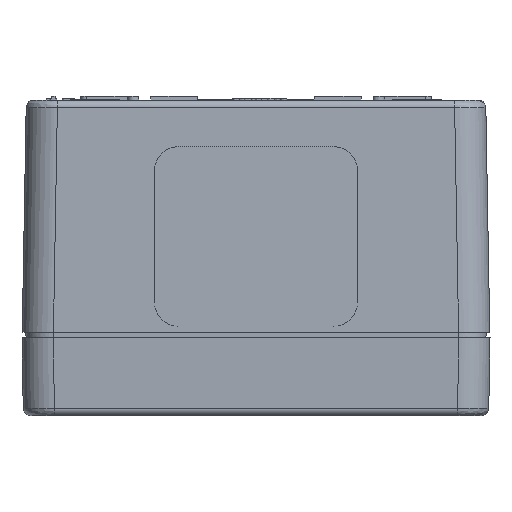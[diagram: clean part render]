
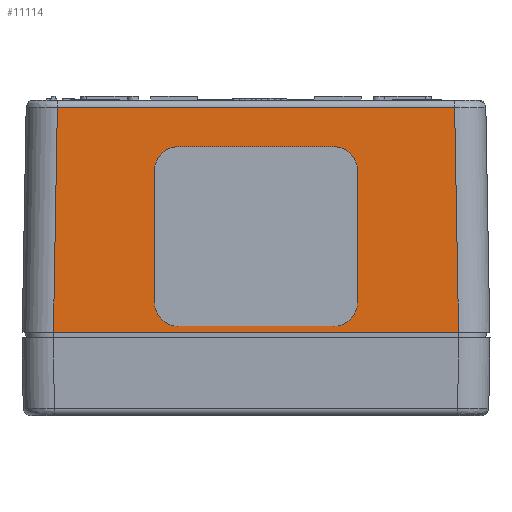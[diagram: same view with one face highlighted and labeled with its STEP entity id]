
A CAD part, left-side view. The second image highlights one B-rep face of the part: STEP entity #11114.
In plain terms, the highlighted planar face has unit normal (-1, 0, 0.018).
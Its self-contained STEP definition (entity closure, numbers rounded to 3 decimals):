
#667=CARTESIAN_POINT('',(0.786,34.,45.011));
#668=VERTEX_POINT('',#667);
#675=CARTESIAN_POINT('',(0.89,40.0,51.01));
#676=VERTEX_POINT('',#675);
#677=CARTESIAN_POINT('',(0.786,40.,45.011));
#678=DIRECTION('',(1.,0.,-0.017));
#679=DIRECTION('',(0.017,0.,1.));
#680=AXIS2_PLACEMENT_3D('',#677,#678,#679);
#681=CIRCLE('',#680,6.);
#682=EDGE_CURVE('',#676,#668,#681,.T.);
#706=CARTESIAN_POINT('',(0.192,34.,11.016));
#707=VERTEX_POINT('',#706);
#714=CARTESIAN_POINT('',(0.786,34.,45.011));
#715=DIRECTION('',(-0.017,0.,-1.));
#716=VECTOR('',#715,34.0);
#717=LINE('',#714,#716);
#718=EDGE_CURVE('',#668,#707,#717,.T.);
#738=CARTESIAN_POINT('',(0.088,40.,5.017));
#739=VERTEX_POINT('',#738);
#746=CARTESIAN_POINT('',(0.192,40.,11.016));
#747=DIRECTION('',(1.,0.0,-0.017));
#748=DIRECTION('',(0.0,-1.0,0.0));
#749=AXIS2_PLACEMENT_3D('',#746,#747,#748);
#750=CIRCLE('',#749,6.);
#751=EDGE_CURVE('',#707,#739,#750,.T.);
#770=CARTESIAN_POINT('',(0.088,80.,5.017));
#771=VERTEX_POINT('',#770);
#778=CARTESIAN_POINT('',(0.088,40.,5.017));
#779=DIRECTION('',(0.0,1.0,0.0));
#780=VECTOR('',#779,40.);
#781=LINE('',#778,#780);
#782=EDGE_CURVE('',#739,#771,#781,.T.);
#802=CARTESIAN_POINT('',(0.192,86.,11.016));
#803=VERTEX_POINT('',#802);
#810=CARTESIAN_POINT('',(0.192,80.,11.016));
#811=DIRECTION('',(1.,0.,-0.017));
#812=DIRECTION('',(-0.017,0.,-1.));
#813=AXIS2_PLACEMENT_3D('',#810,#811,#812);
#814=CIRCLE('',#813,6.);
#815=EDGE_CURVE('',#771,#803,#814,.T.);
#834=CARTESIAN_POINT('',(0.786,86.,45.011));
#835=VERTEX_POINT('',#834);
#842=CARTESIAN_POINT('',(0.192,86.,11.016));
#843=DIRECTION('',(0.017,0.,1.));
#844=VECTOR('',#843,34.0);
#845=LINE('',#842,#844);
#846=EDGE_CURVE('',#803,#835,#845,.T.);
#866=CARTESIAN_POINT('',(0.89,80.,51.01));
#867=VERTEX_POINT('',#866);
#874=CARTESIAN_POINT('',(0.786,80.,45.011));
#875=DIRECTION('',(1.,0.0,-0.017));
#876=DIRECTION('',(0.0,1.0,0.0));
#877=AXIS2_PLACEMENT_3D('',#874,#875,#876);
#878=CIRCLE('',#877,6.);
#879=EDGE_CURVE('',#835,#867,#878,.T.);
#897=CARTESIAN_POINT('',(0.89,80.,51.01));
#898=DIRECTION('',(0.0,-1.0,0.0));
#899=VECTOR('',#898,40.);
#900=LINE('',#897,#899);
#901=EDGE_CURVE('',#867,#676,#900,.T.);
#3622=CARTESIAN_POINT('',(0.061,8.06,3.5));
#3623=VERTEX_POINT('',#3622);
#3633=CARTESIAN_POINT('',(0.061,111.94,3.5));
#3634=VERTEX_POINT('',#3633);
#3635=CARTESIAN_POINT('',(0.061,111.94,3.5));
#3636=DIRECTION('',(0.0,-1.0,0.0));
#3637=VECTOR('',#3636,103.88);
#3638=LINE('',#3635,#3637);
#3639=EDGE_CURVE('',#3634,#3623,#3638,.T.);
#11074=CARTESIAN_POINT('',(0.,0.0,0.0));
#11075=DIRECTION('',(-1.,0.,0.017));
#11076=DIRECTION('',(0.0,-1.0,0.0));
#11077=AXIS2_PLACEMENT_3D('',#11074,#11075,#11076);
#11078=PLANE('',#11077);
#11079=ORIENTED_EDGE('',*,*,#3639,.T.);
#11080=CARTESIAN_POINT('',(1.065,9.064,61.035));
#11081=VERTEX_POINT('',#11080);
#11082=CARTESIAN_POINT('',(1.065,9.064,61.035));
#11083=DIRECTION('',(-0.017,-0.017,-1.));
#11084=VECTOR('',#11083,57.552);
#11085=LINE('',#11082,#11084);
#11086=EDGE_CURVE('',#11081,#3623,#11085,.T.);
#11087=ORIENTED_EDGE('',*,*,#11086,.F.);
#11088=CARTESIAN_POINT('',(1.065,110.936,61.035));
#11089=VERTEX_POINT('',#11088);
#11090=CARTESIAN_POINT('',(1.065,110.936,61.035));
#11091=DIRECTION('',(0.0,-1.0,0.0));
#11092=VECTOR('',#11091,101.872);
#11093=LINE('',#11090,#11092);
#11094=EDGE_CURVE('',#11089,#11081,#11093,.T.);
#11095=ORIENTED_EDGE('',*,*,#11094,.F.);
#11096=CARTESIAN_POINT('',(0.061,111.94,3.5));
#11097=DIRECTION('',(0.017,-0.017,1.));
#11098=VECTOR('',#11097,57.552);
#11099=LINE('',#11096,#11098);
#11100=EDGE_CURVE('',#3634,#11089,#11099,.T.);
#11101=ORIENTED_EDGE('',*,*,#11100,.F.);
#11102=EDGE_LOOP('',(#11079,#11087,#11095,#11101));
#11103=FACE_OUTER_BOUND('',#11102,.T.);
#11104=ORIENTED_EDGE('',*,*,#682,.T.);
#11105=ORIENTED_EDGE('',*,*,#718,.T.);
#11106=ORIENTED_EDGE('',*,*,#751,.T.);
#11107=ORIENTED_EDGE('',*,*,#782,.T.);
#11108=ORIENTED_EDGE('',*,*,#815,.T.);
#11109=ORIENTED_EDGE('',*,*,#846,.T.);
#11110=ORIENTED_EDGE('',*,*,#879,.T.);
#11111=ORIENTED_EDGE('',*,*,#901,.T.);
#11112=EDGE_LOOP('',(#11104,#11105,#11106,#11107,#11108,#11109,#11110,#11111));
#11113=FACE_BOUND('',#11112,.T.);
#11114=ADVANCED_FACE('',(#11103,#11113),#11078,.T.);
